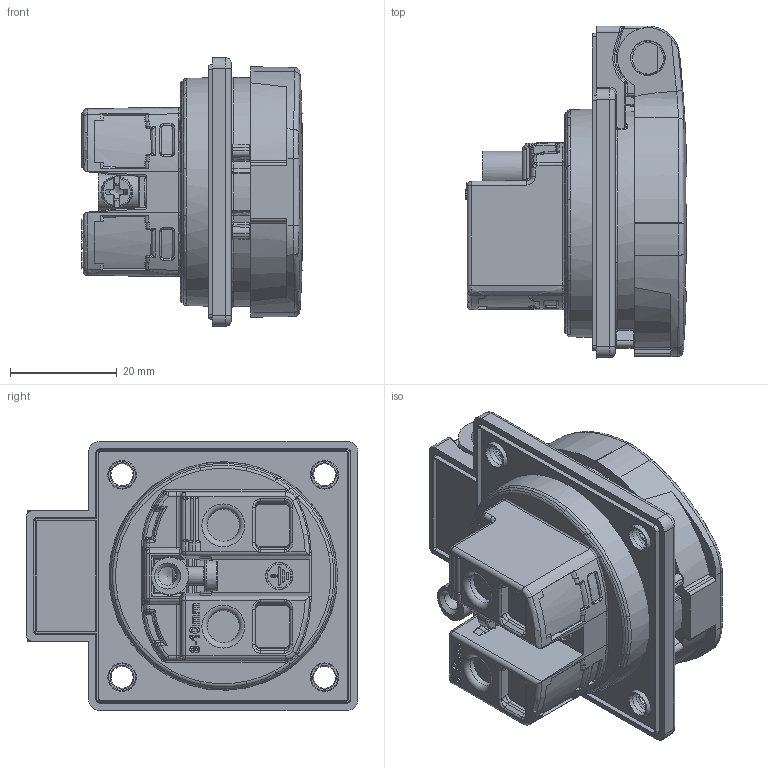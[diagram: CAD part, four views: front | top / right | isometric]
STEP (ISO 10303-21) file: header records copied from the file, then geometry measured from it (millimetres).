
FILE_DESCRIPTION (( 'STEP AP203' ), '1' );
FILE_NAME ('1040-0bc.STEP', '2019-08-05T13:46:30', ( '' ), ( '' ), 'SwSTEP 2.0', 'SolidWorks 2019', '' );
FILE_SCHEMA (( 'CONFIG_CONTROL_DESIGN' ));
Length unit declared in the file: millimetre
Products named in the file (1): 1040-0bc
Bounding box: 41.62 x 62.25 x 50.5 mm (x, y, z)
Volume: 56078.2 mm3; surface area: 15209.1 mm2
Topology: 1 solids, 2 shells, 1158 faces, 2948 edges, 1801 vertices
Faces by surface type: plane 362, cylinder 283, bspline 249, torus 130, cone 102, sphere 32
Full cylindrical faces by diameter (mm): 3.5 x2, 6.5 x3, 7.04 x1
Entity records: 40801 total; most frequent: CARTESIAN_POINT 15726, ORIENTED_EDGE 5686, DIRECTION 4608, EDGE_CURVE 2843, AXIS2_PLACEMENT_3D 1772, VERTEX_POINT 1770, EDGE_LOOP 1257, FACE_OUTER_BOUND 1173
